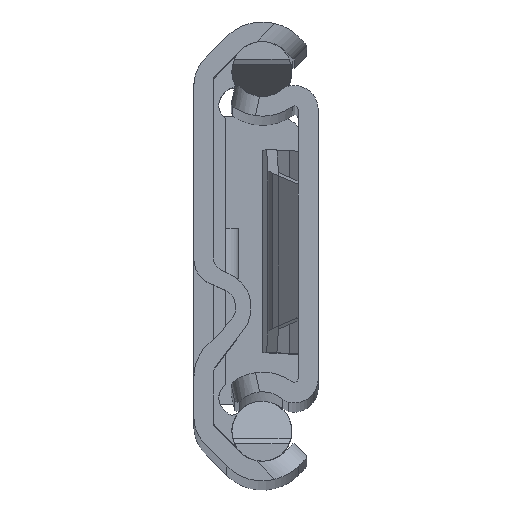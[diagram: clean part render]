
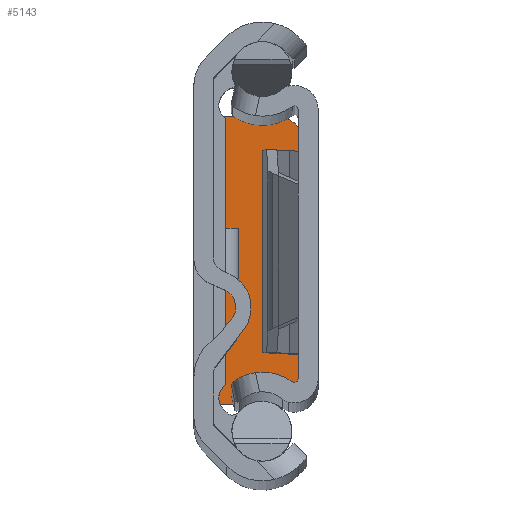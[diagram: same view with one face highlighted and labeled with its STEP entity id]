
A CAD part, top view. The second image highlights one B-rep face of the part: STEP entity #5143.
In plain terms, the highlighted planar face has unit normal (0, 0, 1).
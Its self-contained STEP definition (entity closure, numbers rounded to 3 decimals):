
#233 = ORIENTED_EDGE ( 'NONE', *, *, #12376, .F. ) ;
#365 = CARTESIAN_POINT ( 'NONE',  ( 0., -11., -404.9 ) ) ;
#445 = VECTOR ( 'NONE', #5895, 1000. ) ;
#577 = PLANE ( 'NONE',  #4116 ) ;
#594 = EDGE_CURVE ( 'NONE', #5047, #4285, #6399, .T. ) ;
#848 = VERTEX_POINT ( 'NONE', #4251 ) ;
#1175 = CIRCLE ( 'NONE', #9849, 2. ) ;
#1817 = DIRECTION ( 'NONE',  ( 0., 0., 1. ) ) ;
#2161 = CIRCLE ( 'NONE', #10877, 2. ) ;
#2233 = ORIENTED_EDGE ( 'NONE', *, *, #4361, .T. ) ;
#3696 = FACE_OUTER_BOUND ( 'NONE', #8903, .T. ) ;
#3798 = DIRECTION ( 'NONE',  ( -1., 0., 0. ) ) ;
#4116 = AXIS2_PLACEMENT_3D ( 'NONE', #7687, #8676, #7761 ) ;
#4251 = CARTESIAN_POINT ( 'NONE',  ( 6.9, 9., -404.9 ) ) ;
#4285 = VERTEX_POINT ( 'NONE', #10537 ) ;
#4361 = EDGE_CURVE ( 'NONE', #5638, #12577, #1175, .T. ) ;
#4766 = VECTOR ( 'NONE', #7605, 1000. ) ;
#5047 = VERTEX_POINT ( 'NONE', #8476 ) ;
#5143 = ADVANCED_FACE ( 'NONE', ( #3696 ), #577, .F. ) ;
#5165 = CARTESIAN_POINT ( 'NONE',  ( 6.9, -11., -404.9 ) ) ;
#5359 = ORIENTED_EDGE ( 'NONE', *, *, #594, .T. ) ;
#5638 = VERTEX_POINT ( 'NONE', #7004 ) ;
#5895 = DIRECTION ( 'NONE',  ( -1., 0., 0. ) ) ;
#5957 = LINE ( 'NONE', #5165, #445 ) ;
#6399 = LINE ( 'NONE', #12715, #8092 ) ;
#6582 = DIRECTION ( 'NONE',  ( 0., 0., 1. ) ) ;
#6650 = ORIENTED_EDGE ( 'NONE', *, *, #9041, .F. ) ;
#7004 = CARTESIAN_POINT ( 'NONE',  ( 4.9, -11., -404.9 ) ) ;
#7605 = DIRECTION ( 'NONE',  ( 0., -1., 0. ) ) ;
#7687 = CARTESIAN_POINT ( 'NONE',  ( 6.9, -11., -404.9 ) ) ;
#7761 = DIRECTION ( 'NONE',  ( -1., 0., 0. ) ) ;
#8092 = VECTOR ( 'NONE', #8398, 1000. ) ;
#8339 = ORIENTED_EDGE ( 'NONE', *, *, #12135, .T. ) ;
#8398 = DIRECTION ( 'NONE',  ( -1., 0., 0. ) ) ;
#8476 = CARTESIAN_POINT ( 'NONE',  ( 4.9, 11., -404.9 ) ) ;
#8676 = DIRECTION ( 'NONE',  ( 0., 0., -1. ) ) ;
#8730 = LINE ( 'NONE', #12796, #8997 ) ;
#8903 = EDGE_LOOP ( 'NONE', ( #6650, #2233, #233, #13102, #5359, #8339 ) ) ;
#8997 = VECTOR ( 'NONE', #9930, 1000. ) ;
#9041 = EDGE_CURVE ( 'NONE', #5638, #11769, #5957, .T. ) ;
#9849 = AXIS2_PLACEMENT_3D ( 'NONE', #10861, #1817, #3798 ) ;
#9930 = DIRECTION ( 'NONE',  ( 0., -1., 0. ) ) ;
#10169 = EDGE_CURVE ( 'NONE', #848, #5047, #2161, .T. ) ;
#10528 = CARTESIAN_POINT ( 'NONE',  ( 6.9, -9., -404.9 ) ) ;
#10537 = CARTESIAN_POINT ( 'NONE',  ( 0., 11., -404.9 ) ) ;
#10861 = CARTESIAN_POINT ( 'NONE',  ( 4.9, -9., -404.9 ) ) ;
#10877 = AXIS2_PLACEMENT_3D ( 'NONE', #12765, #6582, #11774 ) ;
#11233 = CARTESIAN_POINT ( 'NONE',  ( 0., -11., -404.9 ) ) ;
#11769 = VERTEX_POINT ( 'NONE', #11233 ) ;
#11774 = DIRECTION ( 'NONE',  ( -1., 0., 0. ) ) ;
#12135 = EDGE_CURVE ( 'NONE', #4285, #11769, #12525, .T. ) ;
#12376 = EDGE_CURVE ( 'NONE', #848, #12577, #8730, .T. ) ;
#12525 = LINE ( 'NONE', #365, #4766 ) ;
#12577 = VERTEX_POINT ( 'NONE', #10528 ) ;
#12715 = CARTESIAN_POINT ( 'NONE',  ( 6.9, 11., -404.9 ) ) ;
#12765 = CARTESIAN_POINT ( 'NONE',  ( 4.9, 9., -404.9 ) ) ;
#12796 = CARTESIAN_POINT ( 'NONE',  ( 6.9, -11., -404.9 ) ) ;
#13102 = ORIENTED_EDGE ( 'NONE', *, *, #10169, .T. ) ;
